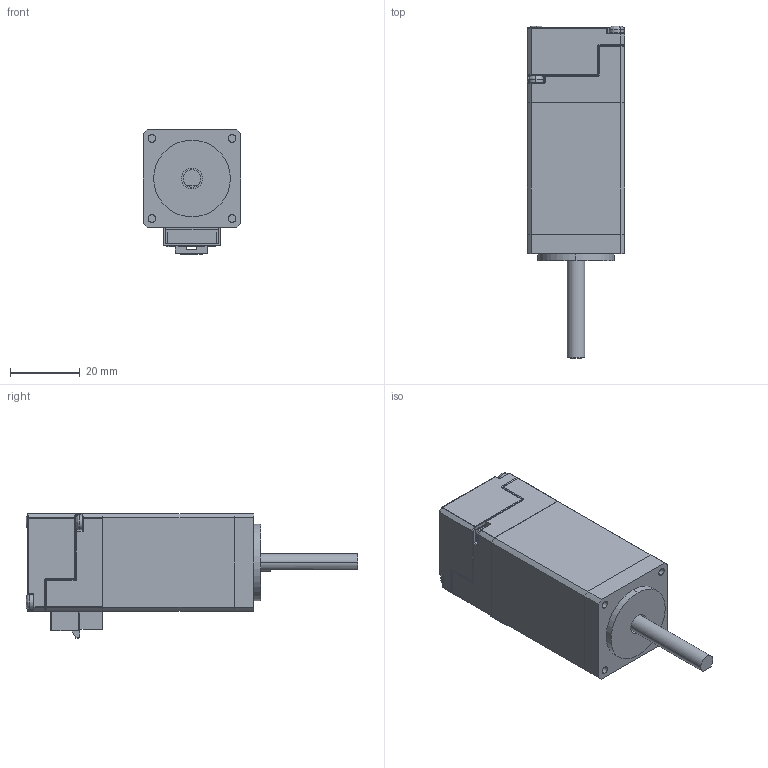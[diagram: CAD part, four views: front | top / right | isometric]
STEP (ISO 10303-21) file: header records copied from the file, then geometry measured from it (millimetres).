
FILE_DESCRIPTION (( 'STEP AP214' ), '1' );
FILE_NAME ('ss11棠晤萇儂軞傖-3唳.STEP', '2014-09-16T07:28:33', ( '' ), ( '' ), 'SwSTEP 2.0', 'SolidWorks 2014', '' );
FILE_SCHEMA (( 'AUTOMOTIVE_DESIGN' ));
Length unit declared in the file: millimetre
Products named in the file (12): ss11电机后端盖-机加工13.7; 晤鎢ん傷裔-儂樓馱; M2x65; 5018761240-2013-8-26; PCB誘裔; 粣創; 垫圈; 11粣-6; 棠詩粣杶-6; 11萇儂ヶ傷裔-6; 11萇儂隅赽-6; ss11棠晤萇儂軞傖-3唳
Assembly tree (14 placements, depth 2):
  ss11棠晤萇儂軞傖-3唳
    11萇儂隅赽-6
    11萇儂ヶ傷裔-6
    棠詩粣杶-6
    11粣-6
    垫圈
    粣創
    PCB誘裔
    5018761240-2013-8-26
    M2x65  x4
    晤鎢ん傷裔-儂樓馱
    ss11电机后端盖-机加工13.7
Bounding box: 28 x 95.26 x 35.75 mm (x, y, z)
Volume: 42123.8 mm3; surface area: 22810.7 mm2
Topology: 14 solids, 14 shells, 1068 faces, 2720 edges, 1681 vertices
Faces by surface type: plane 562, cylinder 330, torus 88, sphere 47, bspline 29, cone 12
Entity records: 30724 total; most frequent: CARTESIAN_POINT 6038, DIRECTION 5170, ORIENTED_EDGE 4988, EDGE_CURVE 2494, AXIS2_PLACEMENT_3D 1759, VECTOR 1652, LINE 1652, VERTEX_POINT 1553
